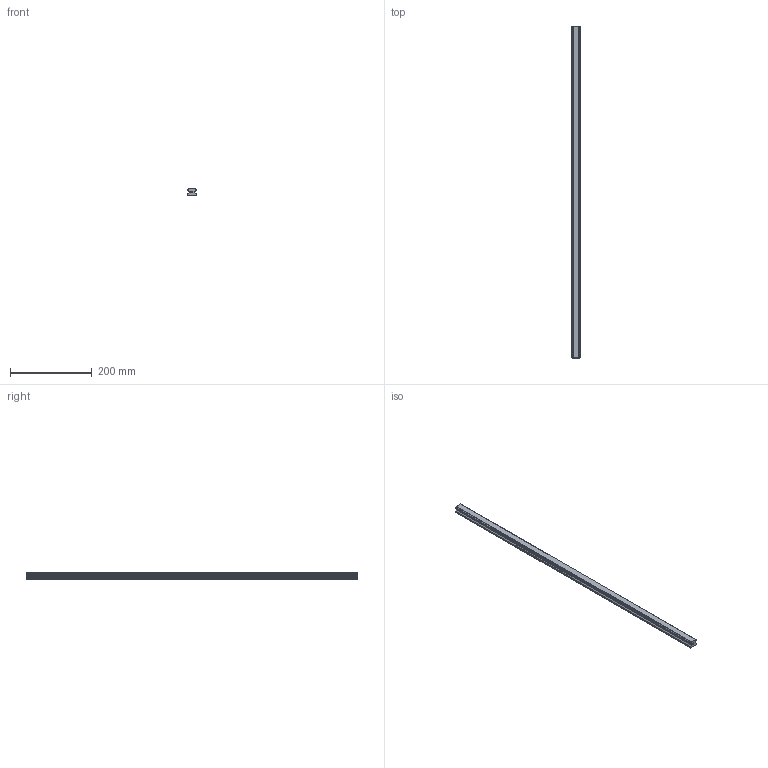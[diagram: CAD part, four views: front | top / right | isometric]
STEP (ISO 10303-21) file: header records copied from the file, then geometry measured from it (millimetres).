
FILE_DESCRIPTION(('STEP AP214'),'1');
FILE_NAME('cctmp_EB03C8D8-5B33-4611-9112-F8F7BB1BEBA1_2021_01_21_14_44_49_0536..stp','2021-01-21T13:44:49',('HIWIN GmbH'),('CADClick - www.CADClick.com'),'Spatial InterOp 3D',' ','unknown authorization');
FILE_SCHEMA(('AUTOMOTIVE_DESIGN'));
Length unit declared in the file: millimetre
Products named in the file (1): HGR20T810C_FILE
Bounding box: 20 x 810 x 17.5 mm (x, y, z)
Volume: 239122.3 mm3; surface area: 65081 mm2
Topology: 1 solids, 1 shells, 163 faces, 443 edges, 272 vertices
Faces by surface type: plane 85, cylinder 50, cone 28
Entity records: 6225 total; most frequent: CARTESIAN_POINT 851, DIRECTION 843, ORIENTED_EDGE 830, EDGE_CURVE 415, LINE 315, VECTOR 315, VERTEX_POINT 272, AXIS2_PLACEMENT_3D 264
